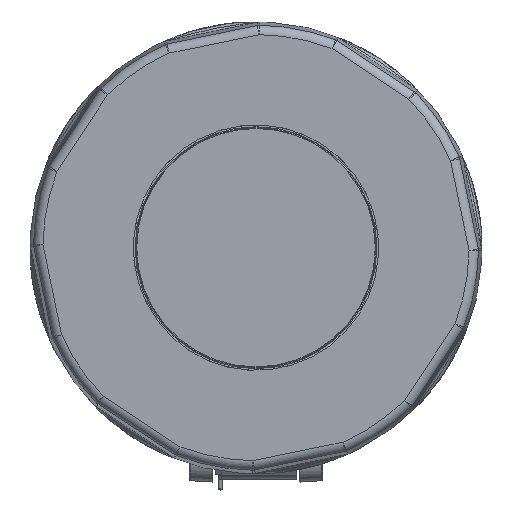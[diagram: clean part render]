
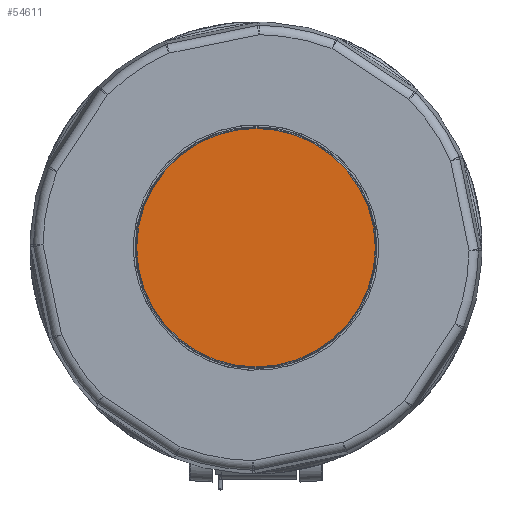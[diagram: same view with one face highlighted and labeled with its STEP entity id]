
A CAD part, top view. The second image highlights one B-rep face of the part: STEP entity #54611.
In plain terms, the highlighted planar face has unit normal (0, 0, 1).
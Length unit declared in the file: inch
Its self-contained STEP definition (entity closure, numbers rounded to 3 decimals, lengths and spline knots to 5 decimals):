
#11997 = VERTEX_POINT ( 'NONE', #50326 ) ;
#13184 = DIRECTION ( 'NONE',  ( 0., 1., 0. ) ) ;
#20224 = CIRCLE ( 'NONE', #143119, 1.26353 ) ;
#33499 = ORIENTED_EDGE ( 'NONE', *, *, #144210, .T. ) ;
#41887 = CARTESIAN_POINT ( 'NONE',  ( 0., 0., 2.70303 ) ) ;
#50326 = CARTESIAN_POINT ( 'NONE',  ( 0., 1.26353, 2.70303 ) ) ;
#54611 = ADVANCED_FACE ( 'NONE', ( #64518 ), #171318, .T. ) ;
#64518 = FACE_OUTER_BOUND ( 'NONE', #100658, .T. ) ;
#95912 = CARTESIAN_POINT ( 'NONE',  ( 0., 0., 2.70303 ) ) ;
#100658 = EDGE_LOOP ( 'NONE', ( #33499 ) ) ;
#104855 = DIRECTION ( 'NONE',  ( 0., 0., 1. ) ) ;
#121033 = AXIS2_PLACEMENT_3D ( 'NONE', #95912, #122226, #136268 ) ;
#122226 = DIRECTION ( 'NONE',  ( 0., 0., 1. ) ) ;
#136268 = DIRECTION ( 'NONE',  ( 0., 1., 0. ) ) ;
#143119 = AXIS2_PLACEMENT_3D ( 'NONE', #41887, #104855, #13184 ) ;
#144210 = EDGE_CURVE ( 'NONE', #11997, #11997, #20224, .T. ) ;
#171318 = PLANE ( 'NONE',  #121033 ) ;
